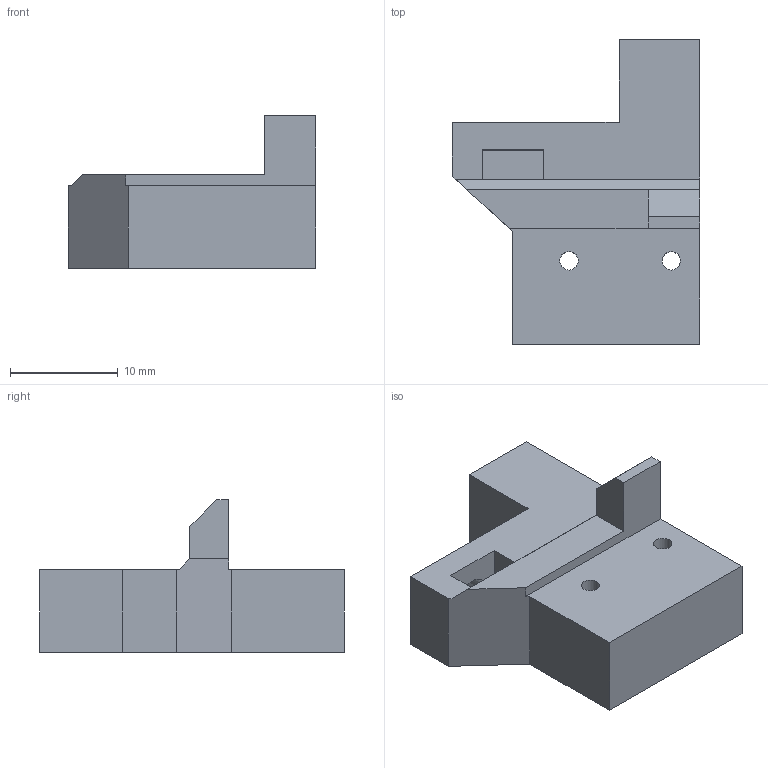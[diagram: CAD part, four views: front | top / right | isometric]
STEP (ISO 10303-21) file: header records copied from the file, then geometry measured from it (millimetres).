
FILE_DESCRIPTION(('FreeCAD Model'),'2;1');
FILE_NAME('Endswitch-Holder.step', '2020-08-11T12:42:23',(''),(''),'Open CASCADE STEP processor 7.3', 'FreeCAD','Unknown');
FILE_SCHEMA(('CONFIG_CONTROL_DESIGN','SHAPE_APPEARANCE_LAYER_MIM'));
Length unit declared in the file: millimetre
Products named in the file (1): Endswitch-Holder
Bounding box: 23 x 28.3 x 14.2 mm (x, y, z)
Volume: 3483 mm3; surface area: 2041.3 mm2
Topology: 1 solids, 1 shells, 28 faces, 77 edges, 51 vertices
Faces by surface type: plane 23, cylinder 4, cone 1
Full cylindrical faces by diameter (mm): 1.7 x2, 3.6 x2
Entity records: 939 total; most frequent: CARTESIAN_POINT 156, ORIENTED_EDGE 152, DIRECTION 142, EDGE_CURVE 76, LINE 68, VECTOR 68, VERTEX_POINT 51, AXIS2_PLACEMENT_3D 37
